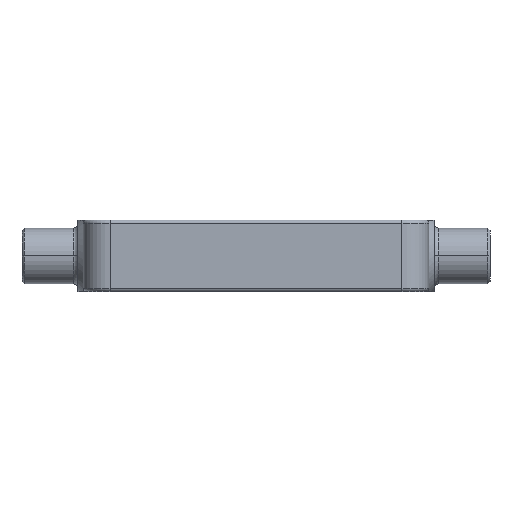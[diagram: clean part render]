
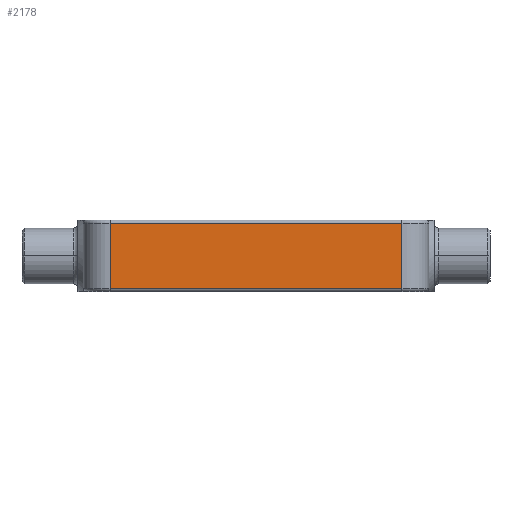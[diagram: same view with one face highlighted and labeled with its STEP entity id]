
A CAD part, top view. The second image highlights one B-rep face of the part: STEP entity #2178.
In plain terms, the highlighted planar face has unit normal (0, 0, 1).
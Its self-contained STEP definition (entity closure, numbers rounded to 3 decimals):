
#153 = LINE ( 'NONE', #841, #1063 ) ;
#186 = VECTOR ( 'NONE', #368, 1000. ) ;
#197 = DIRECTION ( 'NONE',  ( -1., 0., 0. ) ) ;
#204 = CARTESIAN_POINT ( 'NONE',  ( 65.5, 30.65, 77.5 ) ) ;
#227 = ORIENTED_EDGE ( 'NONE', *, *, #619, .T. ) ;
#341 = LINE ( 'NONE', #1621, #673 ) ;
#368 = DIRECTION ( 'NONE',  ( 0., -1., 0. ) ) ;
#403 = ORIENTED_EDGE ( 'NONE', *, *, #1687, .T. ) ;
#426 = ORIENTED_EDGE ( 'NONE', *, *, #1225, .T. ) ;
#557 = LINE ( 'NONE', #903, #2063 ) ;
#606 = FACE_OUTER_BOUND ( 'NONE', #1010, .T. ) ;
#619 = EDGE_CURVE ( 'NONE', #1769, #2130, #341, .T. ) ;
#656 = DIRECTION ( 'NONE',  ( -1., 0., 0. ) ) ;
#673 = VECTOR ( 'NONE', #197, 1000. ) ;
#702 = LINE ( 'NONE', #1046, #186 ) ;
#840 = PLANE ( 'NONE',  #2199 ) ;
#841 = CARTESIAN_POINT ( 'NONE',  ( 65.5, 32., 77.5 ) ) ;
#853 = ORIENTED_EDGE ( 'NONE', *, *, #2101, .F. ) ;
#903 = CARTESIAN_POINT ( 'NONE',  ( -65.5, 1.35, 77.5 ) ) ;
#1010 = EDGE_LOOP ( 'NONE', ( #853, #227, #403, #426 ) ) ;
#1046 = CARTESIAN_POINT ( 'NONE',  ( -65.5, 32., 77.5 ) ) ;
#1063 = VECTOR ( 'NONE', #1580, 1000. ) ;
#1210 = CARTESIAN_POINT ( 'NONE',  ( -65.5, 32., 77.5 ) ) ;
#1225 = EDGE_CURVE ( 'NONE', #1509, #2161, #557, .T. ) ;
#1262 = CARTESIAN_POINT ( 'NONE',  ( -65.5, 1.35, 77.5 ) ) ;
#1509 = VERTEX_POINT ( 'NONE', #1262 ) ;
#1580 = DIRECTION ( 'NONE',  ( 0., -1., 0. ) ) ;
#1621 = CARTESIAN_POINT ( 'NONE',  ( -65.5, 30.65, 77.5 ) ) ;
#1687 = EDGE_CURVE ( 'NONE', #2130, #1509, #702, .T. ) ;
#1769 = VERTEX_POINT ( 'NONE', #204 ) ;
#1845 = CARTESIAN_POINT ( 'NONE',  ( 65.5, 1.35, 77.5 ) ) ;
#2028 = DIRECTION ( 'NONE',  ( 1., 0., 0. ) ) ;
#2063 = VECTOR ( 'NONE', #2028, 1000. ) ;
#2101 = EDGE_CURVE ( 'NONE', #1769, #2161, #153, .T. ) ;
#2130 = VERTEX_POINT ( 'NONE', #2309 ) ;
#2155 = DIRECTION ( 'NONE',  ( 0., 0., -1. ) ) ;
#2161 = VERTEX_POINT ( 'NONE', #1845 ) ;
#2178 = ADVANCED_FACE ( 'NONE', ( #606 ), #840, .F. ) ;
#2199 = AXIS2_PLACEMENT_3D ( 'NONE', #1210, #2155, #656 ) ;
#2309 = CARTESIAN_POINT ( 'NONE',  ( -65.5, 30.65, 77.5 ) ) ;
